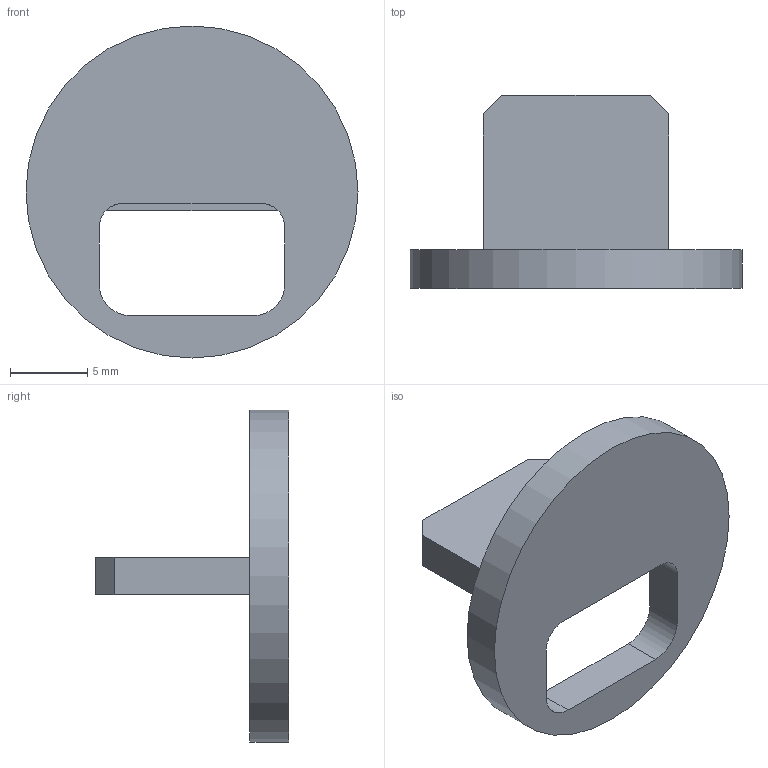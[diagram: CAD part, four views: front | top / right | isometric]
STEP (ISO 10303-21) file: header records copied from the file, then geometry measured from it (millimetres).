
FILE_DESCRIPTION(/* description */ (''),/* implementation_level */ '2;1');
FILE_NAME(/* name */ 'controller cap.step',/* time_stamp */ '2022-03-12T14:24:47-05:00',/* author */ (''),/* organization */ (''),/* preprocessor_version */ 'ST-DEVELOPER v18.1',/* originating_system */ 'Autodesk Translation Framework v10.13.0.1454',/* authorisation */ '');
FILE_SCHEMA (('AUTOMOTIVE_DESIGN { 1 0 10303 214 3 1 1 }'));
Length unit declared in the file: millimetre
Products named in the file (1): controller cap
Bounding box: 21.5 x 12.5 x 21.5 mm (x, y, z)
Volume: 981.4 mm3; surface area: 1106.2 mm2
Topology: 1 solids, 1 shells, 19 faces, 49 edges, 32 vertices
Faces by surface type: plane 14, cylinder 5
Full cylindrical faces by diameter (mm): 21.5 x1
Entity records: 616 total; most frequent: DIRECTION 101, CARTESIAN_POINT 101, ORIENTED_EDGE 98, EDGE_CURVE 49, LINE 37, VECTOR 37, VERTEX_POINT 32, AXIS2_PLACEMENT_3D 32
